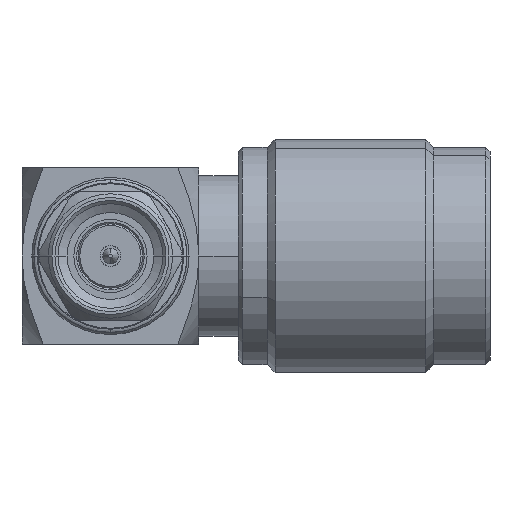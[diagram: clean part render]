
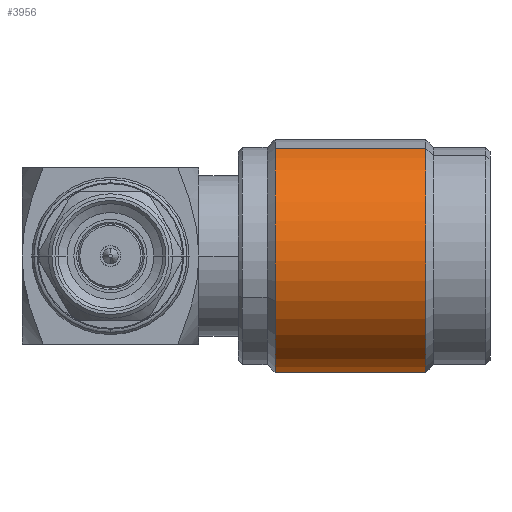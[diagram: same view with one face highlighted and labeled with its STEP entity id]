
A CAD part, left-side view. The second image highlights one B-rep face of the part: STEP entity #3956.
In plain terms, the highlighted cylindrical face has radius 7.252 mm (diameter 14.503 mm), a partial arc.
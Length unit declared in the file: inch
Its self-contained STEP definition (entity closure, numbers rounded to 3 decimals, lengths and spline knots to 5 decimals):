
#101 = CIRCLE ( 'NONE', #667, 0.2855 ) ;
#473 = DIRECTION ( 'NONE',  ( -1., 0., 0. ) ) ;
#667 = AXIS2_PLACEMENT_3D ( 'NONE', #7219, #1875, #3701 ) ;
#1079 = CARTESIAN_POINT ( 'NONE',  ( 0.01913, -0.10902, 0.26387 ) ) ;
#1178 = CIRCLE ( 'NONE', #3615, 0.2855 ) ;
#1453 = DIRECTION ( 'NONE',  ( 1., 0., 0. ) ) ;
#1645 = VERTEX_POINT ( 'NONE', #10865 ) ;
#1875 = DIRECTION ( 'NONE',  ( -1., 0., 0. ) ) ;
#1886 = VECTOR ( 'NONE', #3616, 39.37008 ) ;
#1967 = LINE ( 'NONE', #1079, #1886 ) ;
#1979 = DIRECTION ( 'NONE',  ( 1., 0., 0. ) ) ;
#2428 = EDGE_CURVE ( 'NONE', #9766, #1645, #11012, .T. ) ;
#2578 = EDGE_CURVE ( 'NONE', #1645, #9850, #101, .T. ) ;
#2806 = FACE_OUTER_BOUND ( 'NONE', #6926, .T. ) ;
#3377 = CARTESIAN_POINT ( 'NONE',  ( 0.77163, -0.10902, 0.26387 ) ) ;
#3615 = AXIS2_PLACEMENT_3D ( 'NONE', #11273, #1453, #6870 ) ;
#3616 = DIRECTION ( 'NONE',  ( 1., 0., 0. ) ) ;
#3701 = DIRECTION ( 'NONE',  ( 0., 0.924, 0.382 ) ) ;
#3956 = ADVANCED_FACE ( 'NONE', ( #2806 ), #9965, .T. ) ;
#4063 = CARTESIAN_POINT ( 'NONE',  ( 0.40313, 0.10902, -0.26387 ) ) ;
#4818 = ORIENTED_EDGE ( 'NONE', *, *, #2428, .F. ) ;
#5010 = ORIENTED_EDGE ( 'NONE', *, *, #5124, .F. ) ;
#5124 = EDGE_CURVE ( 'NONE', #9850, #5420, #1967, .T. ) ;
#5420 = VERTEX_POINT ( 'NONE', #3377 ) ;
#5523 = DIRECTION ( 'NONE',  ( 0., 0.382, -0.924 ) ) ;
#5755 = CARTESIAN_POINT ( 'NONE',  ( 0.01913, 0.10902, -0.26387 ) ) ;
#6518 = CARTESIAN_POINT ( 'NONE',  ( 0.77163, 0.10902, -0.26387 ) ) ;
#6870 = DIRECTION ( 'NONE',  ( 0., -0.382, 0.924 ) ) ;
#6926 = EDGE_LOOP ( 'NONE', ( #5010, #10412, #4818, #9206, #9451 ) ) ;
#7040 = CARTESIAN_POINT ( 'NONE',  ( 0.40313, -0.10902, 0.26387 ) ) ;
#7219 = CARTESIAN_POINT ( 'NONE',  ( 0.40313, 0., 0. ) ) ;
#7261 = CARTESIAN_POINT ( 'NONE',  ( 0.01913, 0., 0. ) ) ;
#7498 = VECTOR ( 'NONE', #9326, 39.37008 ) ;
#7576 = EDGE_CURVE ( 'NONE', #9766, #10066, #10212, .T. ) ;
#8509 = EDGE_CURVE ( 'NONE', #5420, #10066, #1178, .T. ) ;
#8562 = AXIS2_PLACEMENT_3D ( 'NONE', #11013, #473, #10194 ) ;
#9206 = ORIENTED_EDGE ( 'NONE', *, *, #7576, .T. ) ;
#9326 = DIRECTION ( 'NONE',  ( 1., 0., 0. ) ) ;
#9451 = ORIENTED_EDGE ( 'NONE', *, *, #8509, .F. ) ;
#9766 = VERTEX_POINT ( 'NONE', #4063 ) ;
#9850 = VERTEX_POINT ( 'NONE', #7040 ) ;
#9965 = CYLINDRICAL_SURFACE ( 'NONE', #10773, 0.2855 ) ;
#10066 = VERTEX_POINT ( 'NONE', #6518 ) ;
#10194 = DIRECTION ( 'NONE',  ( 0., 0.924, 0.382 ) ) ;
#10212 = LINE ( 'NONE', #5755, #7498 ) ;
#10412 = ORIENTED_EDGE ( 'NONE', *, *, #2578, .F. ) ;
#10773 = AXIS2_PLACEMENT_3D ( 'NONE', #7261, #1979, #5523 ) ;
#10865 = CARTESIAN_POINT ( 'NONE',  ( 0.40313, -0.26387, -0.10902 ) ) ;
#11012 = CIRCLE ( 'NONE', #8562, 0.2855 ) ;
#11013 = CARTESIAN_POINT ( 'NONE',  ( 0.40313, 0., 0. ) ) ;
#11273 = CARTESIAN_POINT ( 'NONE',  ( 0.77163, 0., 0. ) ) ;
